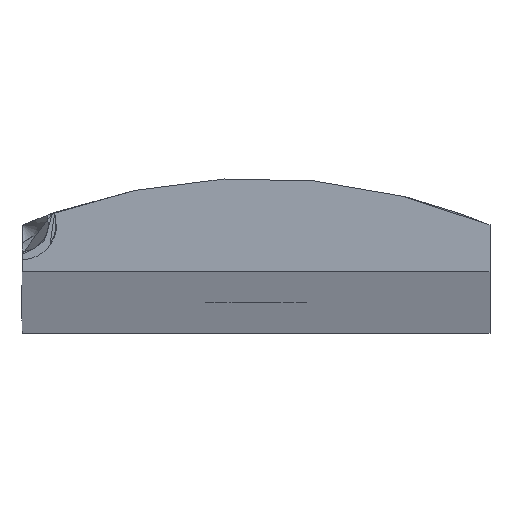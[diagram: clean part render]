
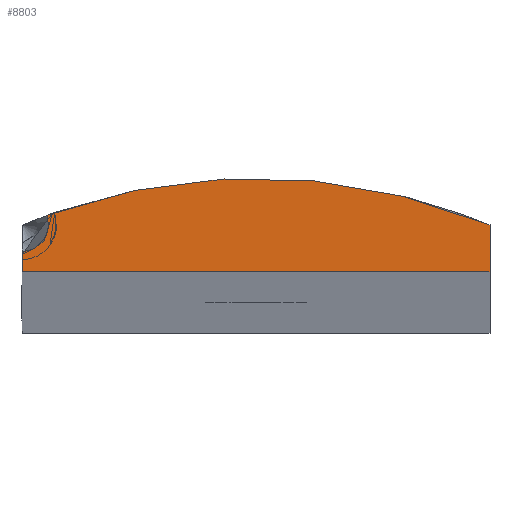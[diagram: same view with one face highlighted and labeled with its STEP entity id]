
A CAD part, top view. The second image highlights one B-rep face of the part: STEP entity #8803.
In plain terms, the highlighted planar face has unit normal (0, 0, 1).
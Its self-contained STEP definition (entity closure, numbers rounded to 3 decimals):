
#517 = DIRECTION ( 'NONE',  ( -1., 0., 0. ) ) ;
#653 = AXIS2_PLACEMENT_3D ( 'NONE', #11372, #17965, #14855 ) ;
#1010 = EDGE_CURVE ( 'NONE', #5077, #6710, #5006, .T. ) ;
#1462 = ORIENTED_EDGE ( 'NONE', *, *, #2660, .F. ) ;
#2660 = EDGE_CURVE ( 'NONE', #6710, #4114, #12725, .T. ) ;
#3083 = VECTOR ( 'NONE', #15702, 1000. ) ;
#3794 = DIRECTION ( 'NONE',  ( 0., 0., -1. ) ) ;
#3935 = DIRECTION ( 'NONE',  ( -1., 0., 0. ) ) ;
#4114 = VERTEX_POINT ( 'NONE', #15843 ) ;
#4140 = VECTOR ( 'NONE', #8381, 1000. ) ;
#4198 = EDGE_CURVE ( 'NONE', #14938, #18990, #16946, .T. ) ;
#4703 = EDGE_LOOP ( 'NONE', ( #22024, #21591, #15484, #14209, #1462 ) ) ;
#5006 = CIRCLE ( 'NONE', #653, 2.298 ) ;
#5077 = VERTEX_POINT ( 'NONE', #14403 ) ;
#5192 = LINE ( 'NONE', #5248, #4140 ) ;
#5248 = CARTESIAN_POINT ( 'NONE',  ( -20., -2., 1500. ) ) ;
#5728 = PLANE ( 'NONE',  #18184 ) ;
#6710 = VERTEX_POINT ( 'NONE', #21499 ) ;
#7312 = CARTESIAN_POINT ( 'NONE',  ( -20., -2., 1500. ) ) ;
#8341 = EDGE_CURVE ( 'NONE', #18990, #4114, #8688, .T. ) ;
#8381 = DIRECTION ( 'NONE',  ( 0., -1., 0. ) ) ;
#8688 = LINE ( 'NONE', #18737, #3083 ) ;
#8803 = ADVANCED_FACE ( 'NONE', ( #9239 ), #5728, .F. ) ;
#9226 = EDGE_CURVE ( 'NONE', #5077, #14938, #5192, .T. ) ;
#9239 = FACE_OUTER_BOUND ( 'NONE', #4703, .T. ) ;
#9249 = AXIS2_PLACEMENT_3D ( 'NONE', #15886, #12759, #3935 ) ;
#11372 = CARTESIAN_POINT ( 'NONE',  ( -20., 2., 1500. ) ) ;
#11992 = CARTESIAN_POINT ( 'NONE',  ( 20., -2., 1500. ) ) ;
#12725 = CIRCLE ( 'NONE', #9249, 52. ) ;
#12759 = DIRECTION ( 'NONE',  ( 0., 0., -1. ) ) ;
#13967 = CARTESIAN_POINT ( 'NONE',  ( 0., 0., 1500. ) ) ;
#14209 = ORIENTED_EDGE ( 'NONE', *, *, #8341, .T. ) ;
#14337 = DIRECTION ( 'NONE',  ( 1., 0., 0. ) ) ;
#14403 = CARTESIAN_POINT ( 'NONE',  ( -20., -0.298, 1500. ) ) ;
#14855 = DIRECTION ( 'NONE',  ( -1., 0., 0. ) ) ;
#14938 = VERTEX_POINT ( 'NONE', #20155 ) ;
#15484 = ORIENTED_EDGE ( 'NONE', *, *, #4198, .T. ) ;
#15702 = DIRECTION ( 'NONE',  ( 0., 1., 0. ) ) ;
#15843 = CARTESIAN_POINT ( 'NONE',  ( 20., 2., 1500. ) ) ;
#15886 = CARTESIAN_POINT ( 'NONE',  ( 0., -46., 1500. ) ) ;
#16411 = VECTOR ( 'NONE', #14337, 1000. ) ;
#16946 = LINE ( 'NONE', #7312, #16411 ) ;
#17965 = DIRECTION ( 'NONE',  ( 0., 0., 1. ) ) ;
#18184 = AXIS2_PLACEMENT_3D ( 'NONE', #13967, #3794, #517 ) ;
#18737 = CARTESIAN_POINT ( 'NONE',  ( 20., -2., 1500. ) ) ;
#18990 = VERTEX_POINT ( 'NONE', #11992 ) ;
#20155 = CARTESIAN_POINT ( 'NONE',  ( -20., -2., 1500. ) ) ;
#21499 = CARTESIAN_POINT ( 'NONE',  ( -17.859, 2.837, 1500. ) ) ;
#21591 = ORIENTED_EDGE ( 'NONE', *, *, #9226, .T. ) ;
#22024 = ORIENTED_EDGE ( 'NONE', *, *, #1010, .F. ) ;
